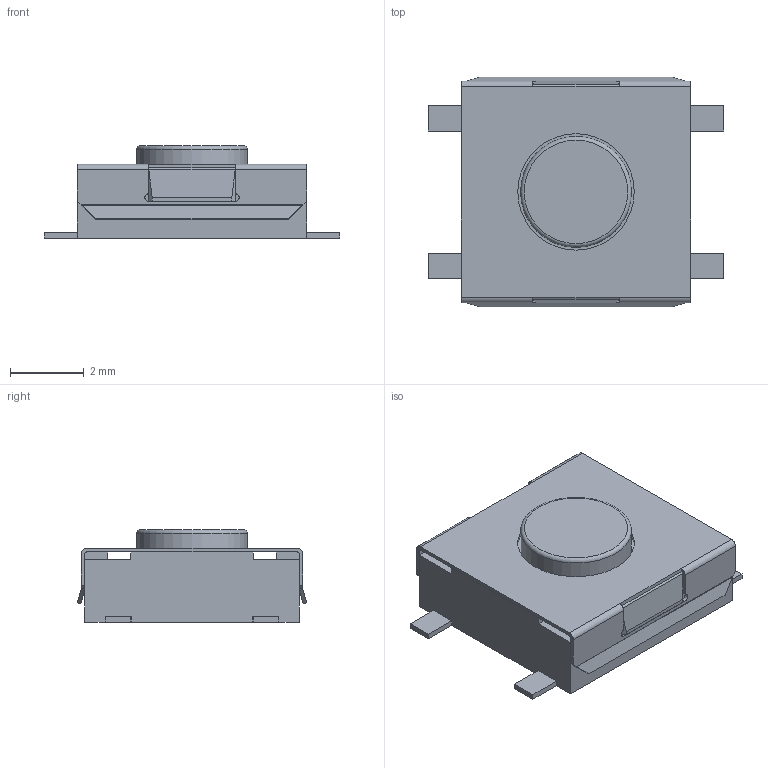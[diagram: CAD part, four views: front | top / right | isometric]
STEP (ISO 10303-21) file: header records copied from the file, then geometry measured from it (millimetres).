
FILE_DESCRIPTION(/* description */ ('Unknown'),/* implementation_level */ '2;1');
FILE_NAME(/* name */ '430451025836',/* time_stamp */ '2021-02-10T08:45:00+01:00',/* author */ ('Unknown'),/* organization */ ('Unknown'),/* preprocessor_version */ 'ST-DEVELOPER v16.7',/* originating_system */ 'DEX',/* authorisation */ $);
FILE_SCHEMA (('AUTOMOTIVE_DESIGN {1 0 10303 214 3 1 1}'));
Length unit declared in the file: millimetre
Products named in the file (3): 430451025836; base; top cover
Assembly tree (2 placements, depth 2):
  430451025836
    base
    top cover
Bounding box: 8 x 6.2 x 2.5 mm (x, y, z)
Volume: 58.7 mm3; surface area: 245 mm2
Topology: 2 solids, 2 shells, 148 faces, 401 edges, 258 vertices
Faces by surface type: plane 111, cylinder 32, bspline 4, torus 1
Full cylindrical faces by diameter (mm): 3 x1, 3.15 x1
Entity records: 5375 total; most frequent: CARTESIAN_POINT 889, ORIENTED_EDGE 794, DIRECTION 744, EDGE_CURVE 397, LINE 328, VECTOR 328, VERTEX_POINT 257, AXIS2_PLACEMENT_3D 208
